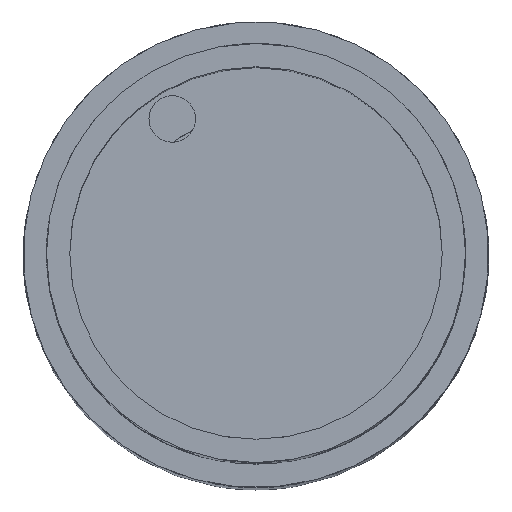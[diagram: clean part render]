
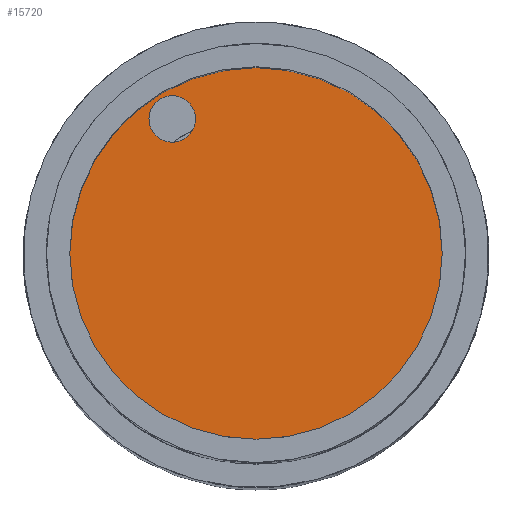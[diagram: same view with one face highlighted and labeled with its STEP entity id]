
A CAD part, top view. The second image highlights one B-rep face of the part: STEP entity #15720.
In plain terms, the highlighted planar face has unit normal (0, 0, 1).
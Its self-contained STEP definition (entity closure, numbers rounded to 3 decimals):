
#4637 = CYLINDRICAL_SURFACE('',#4638,40.);
#4638 = AXIS2_PLACEMENT_3D('',#4639,#4640,#4641);
#4639 = CARTESIAN_POINT('',(0.,0.,200.));
#4640 = DIRECTION('',(-0.,0.,-1.));
#4641 = DIRECTION('',(-1.,0.,0.));
#12007 = VERTEX_POINT('',#12008);
#12008 = CARTESIAN_POINT('',(-40.,0.,88.));
#12028 = EDGE_CURVE('',#12007,#12007,#12029,.T.);
#12029 = SURFACE_CURVE('',#12030,(#12035,#12042),.PCURVE_S1.);
#12030 = CIRCLE('',#12031,40.);
#12031 = AXIS2_PLACEMENT_3D('',#12032,#12033,#12034);
#12032 = CARTESIAN_POINT('',(0.,0.,88.));
#12033 = DIRECTION('',(0.,0.,1.));
#12034 = DIRECTION('',(-1.,0.,0.));
#12035 = PCURVE('',#4637,#12036);
#12036 = DEFINITIONAL_REPRESENTATION('',(#12037),#12041);
#12037 = LINE('',#12038,#12039);
#12038 = CARTESIAN_POINT('',(6.283,112.));
#12039 = VECTOR('',#12040,1.);
#12040 = DIRECTION('',(-1.,0.));
#12041 = ( GEOMETRIC_REPRESENTATION_CONTEXT(2) 
PARAMETRIC_REPRESENTATION_CONTEXT() REPRESENTATION_CONTEXT('2D SPACE',''
  ) );
#12042 = PCURVE('',#12043,#12048);
#12043 = PLANE('',#12044);
#12044 = AXIS2_PLACEMENT_3D('',#12045,#12046,#12047);
#12045 = CARTESIAN_POINT('',(0.,0.,88.));
#12046 = DIRECTION('',(0.,0.,1.));
#12047 = DIRECTION('',(-1.,0.,0.));
#12048 = DEFINITIONAL_REPRESENTATION('',(#12049),#12053);
#12049 = CIRCLE('',#12050,40.);
#12050 = AXIS2_PLACEMENT_2D('',#12051,#12052);
#12051 = CARTESIAN_POINT('',(0.,0.));
#12052 = DIRECTION('',(1.,0.));
#12053 = ( GEOMETRIC_REPRESENTATION_CONTEXT(2) 
PARAMETRIC_REPRESENTATION_CONTEXT() REPRESENTATION_CONTEXT('2D SPACE',''
  ) );
#15199 = EDGE_CURVE('',#15200,#15202,#15204,.T.);
#15200 = VERTEX_POINT('',#15201);
#15201 = CARTESIAN_POINT('',(-13.,29.,88.));
#15202 = VERTEX_POINT('',#15203);
#15203 = CARTESIAN_POINT('',(-23.,29.,88.));
#15204 = SURFACE_CURVE('',#15205,(#15210,#15222),.PCURVE_S1.);
#15205 = CIRCLE('',#15206,5.);
#15206 = AXIS2_PLACEMENT_3D('',#15207,#15208,#15209);
#15207 = CARTESIAN_POINT('',(-18.,29.,88.));
#15208 = DIRECTION('',(0.,0.,1.));
#15209 = DIRECTION('',(-1.,0.,0.));
#15210 = PCURVE('',#15211,#15216);
#15211 = CYLINDRICAL_SURFACE('',#15212,5.);
#15212 = AXIS2_PLACEMENT_3D('',#15213,#15214,#15215);
#15213 = CARTESIAN_POINT('',(-18.,29.,80.));
#15214 = DIRECTION('',(0.,0.,1.));
#15215 = DIRECTION('',(1.,0.,0.));
#15216 = DEFINITIONAL_REPRESENTATION('',(#15217),#15221);
#15217 = LINE('',#15218,#15219);
#15218 = CARTESIAN_POINT('',(-3.142,8.));
#15219 = VECTOR('',#15220,1.);
#15220 = DIRECTION('',(1.,0.));
#15221 = ( GEOMETRIC_REPRESENTATION_CONTEXT(2) 
PARAMETRIC_REPRESENTATION_CONTEXT() REPRESENTATION_CONTEXT('2D SPACE',''
  ) );
#15222 = PCURVE('',#12043,#15223);
#15223 = DEFINITIONAL_REPRESENTATION('',(#15224),#15228);
#15224 = CIRCLE('',#15225,5.);
#15225 = AXIS2_PLACEMENT_2D('',#15226,#15227);
#15226 = CARTESIAN_POINT('',(18.,-29.));
#15227 = DIRECTION('',(1.,0.));
#15228 = ( GEOMETRIC_REPRESENTATION_CONTEXT(2) 
PARAMETRIC_REPRESENTATION_CONTEXT() REPRESENTATION_CONTEXT('2D SPACE',''
  ) );
#15275 = EDGE_CURVE('',#15202,#15200,#15276,.T.);
#15276 = SURFACE_CURVE('',#15277,(#15282,#15289),.PCURVE_S1.);
#15277 = CIRCLE('',#15278,5.);
#15278 = AXIS2_PLACEMENT_3D('',#15279,#15280,#15281);
#15279 = CARTESIAN_POINT('',(-18.,29.,88.));
#15280 = DIRECTION('',(0.,0.,1.));
#15281 = DIRECTION('',(-1.,0.,0.));
#15282 = PCURVE('',#15211,#15283);
#15283 = DEFINITIONAL_REPRESENTATION('',(#15284),#15288);
#15284 = LINE('',#15285,#15286);
#15285 = CARTESIAN_POINT('',(3.142,8.));
#15286 = VECTOR('',#15287,1.);
#15287 = DIRECTION('',(1.,0.));
#15288 = ( GEOMETRIC_REPRESENTATION_CONTEXT(2) 
PARAMETRIC_REPRESENTATION_CONTEXT() REPRESENTATION_CONTEXT('2D SPACE',''
  ) );
#15289 = PCURVE('',#12043,#15290);
#15290 = DEFINITIONAL_REPRESENTATION('',(#15291),#15295);
#15291 = CIRCLE('',#15292,5.);
#15292 = AXIS2_PLACEMENT_2D('',#15293,#15294);
#15293 = CARTESIAN_POINT('',(18.,-29.));
#15294 = DIRECTION('',(1.,0.));
#15295 = ( GEOMETRIC_REPRESENTATION_CONTEXT(2) 
PARAMETRIC_REPRESENTATION_CONTEXT() REPRESENTATION_CONTEXT('2D SPACE',''
  ) );
#15720 = ADVANCED_FACE('',(#15721,#15725),#12043,.T.);
#15721 = FACE_BOUND('',#15722,.T.);
#15722 = EDGE_LOOP('',(#15723,#15724));
#15723 = ORIENTED_EDGE('',*,*,#15275,.F.);
#15724 = ORIENTED_EDGE('',*,*,#15199,.F.);
#15725 = FACE_BOUND('',#15726,.T.);
#15726 = EDGE_LOOP('',(#15727));
#15727 = ORIENTED_EDGE('',*,*,#12028,.T.);
